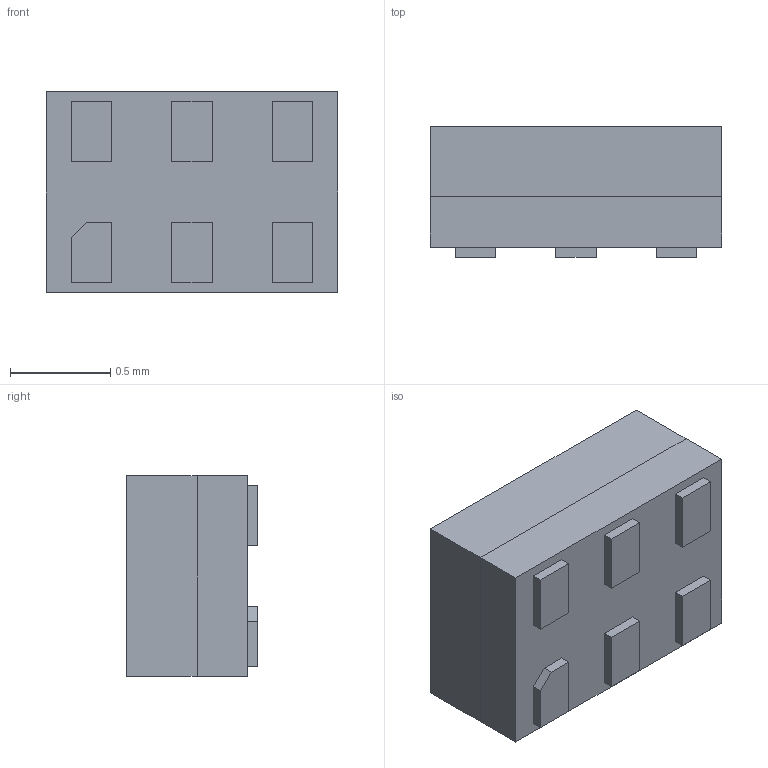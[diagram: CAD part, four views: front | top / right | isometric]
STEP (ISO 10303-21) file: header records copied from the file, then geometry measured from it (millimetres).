
FILE_DESCRIPTION (( 'STEP AP214' ), '1' );
FILE_NAME ('EAST1410RGBW02.STEP', '2020-10-10T09:59:53', ( '' ), ( '' ), 'SwSTEP 2.0', 'SolidWorks 2017', '' );
FILE_SCHEMA (( 'AUTOMOTIVE_DESIGN' ));
Length unit declared in the file: millimetre
Products named in the file (1): EAST1410RGBW02
Bounding box: 1.45 x 0.65 x 1 mm (x, y, z)
Volume: 0.9 mm3; surface area: 11.6 mm2
Topology: 13 solids, 13 shells, 100 faces, 219 edges, 146 vertices
Faces by surface type: plane 100
Entity records: 2841 total; most frequent: CARTESIAN_POINT 466, ORIENTED_EDGE 438, DIRECTION 421, LINE 219, VECTOR 219, EDGE_CURVE 219, VERTEX_POINT 146, EDGE_LOOP 109
